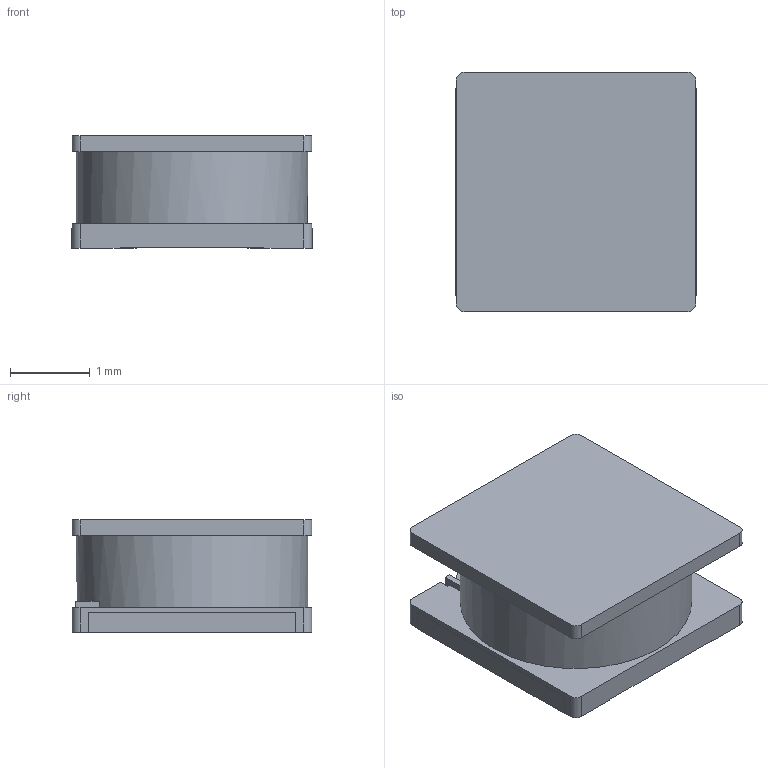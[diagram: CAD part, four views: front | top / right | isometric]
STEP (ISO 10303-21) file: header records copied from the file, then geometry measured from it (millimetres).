
FILE_DESCRIPTION(('HOOPS Exchange Step'),'2;1');
FILE_NAME('export-376AA5C7-D868-4131-A3EE-16FEEE008A34.stp','2023-01-14T23:47:14+16:00',('Daxxn'),('Alibre'),'HOOPS Exchange 2022.0','Alibre','Unknown authorisation');
FILE_SCHEMA( ('AP242_MANAGED_MODEL_BASED_3D_ENGINEERING_MIM_LF {1 0 10303 442 1 1 4 }') );
Length unit declared in the file: centimetre
Products named in the file (1): LQH3NPN
Bounding box: 3.02 x 3 x 1.41 mm (x, y, z)
Volume: 10.5 mm3; surface area: 37.3 mm2
Topology: 1 solids, 1 shells, 58 faces, 166 edges, 111 vertices
Faces by surface type: plane 49, cylinder 9
Full cylindrical faces by diameter (mm): 2.9 x1
Entity records: 1950 total; most frequent: CARTESIAN_POINT 337, ORIENTED_EDGE 332, DIRECTION 309, EDGE_CURVE 166, VECTOR 143, LINE 143, VERTEX_POINT 111, AXIS2_PLACEMENT_3D 83
